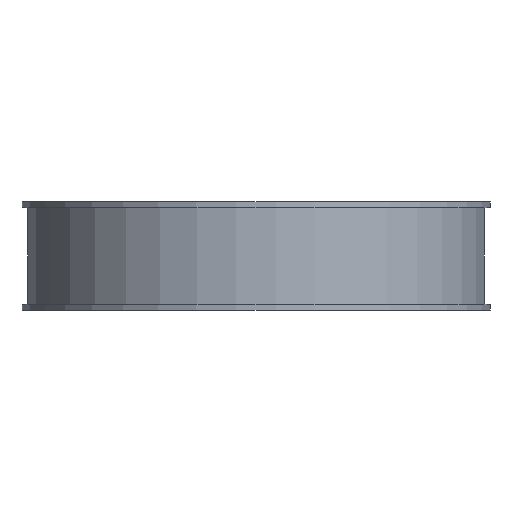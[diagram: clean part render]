
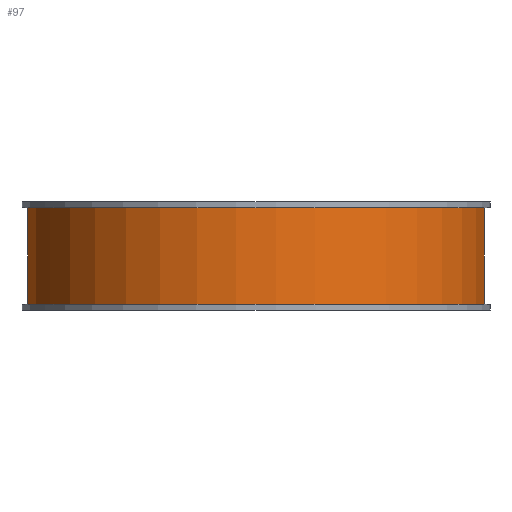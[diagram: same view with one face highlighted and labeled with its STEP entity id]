
A CAD part, front view. The second image highlights one B-rep face of the part: STEP entity #97.
In plain terms, the highlighted cylindrical face has radius 59.15 mm (diameter 118.3 mm), a partial arc.
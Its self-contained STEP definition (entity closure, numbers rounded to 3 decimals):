
#97 = ADVANCED_FACE( '', ( #146 ), #147, .T. );
#146 = FACE_OUTER_BOUND( '', #198, .T. );
#147 = CYLINDRICAL_SURFACE( '', #199, 59.15 );
#198 = EDGE_LOOP( '', ( #392, #393, #394, #395 ) );
#199 = AXIS2_PLACEMENT_3D( '', #396, #397, #398 );
#392 = ORIENTED_EDGE( '', *, *, #493, .F. );
#393 = ORIENTED_EDGE( '', *, *, #455, .T. );
#394 = ORIENTED_EDGE( '', *, *, #495, .T. );
#395 = ORIENTED_EDGE( '', *, *, #496, .F. );
#396 = CARTESIAN_POINT( '', ( 0., 0., -14. ) );
#397 = DIRECTION( '', ( 0., 0., -1. ) );
#398 = DIRECTION( '', ( -0.085, -0.996, 0. ) );
#455 = EDGE_CURVE( '', #537, #550, #552, .T. );
#493 = EDGE_CURVE( '', #537, #610, #611, .T. );
#495 = EDGE_CURVE( '', #550, #613, #614, .T. );
#496 = EDGE_CURVE( '', #610, #613, #615, .T. );
#537 = VERTEX_POINT( '', #674 );
#550 = VERTEX_POINT( '', #690 );
#552 = CIRCLE( '', #692, 59.15 );
#610 = VERTEX_POINT( '', #774 );
#611 = LINE( '', #775, #776 );
#613 = VERTEX_POINT( '', #778 );
#614 = LINE( '', #779, #780 );
#615 = CIRCLE( '', #781, 59.15 );
#674 = CARTESIAN_POINT( '', ( -6.662, 58.774, -12.5 ) );
#690 = CARTESIAN_POINT( '', ( 6.662, 58.774, -12.5 ) );
#692 = AXIS2_PLACEMENT_3D( '', #829, #830, #831 );
#774 = CARTESIAN_POINT( '', ( -6.662, 58.774, 12.5 ) );
#775 = CARTESIAN_POINT( '', ( -6.662, 58.774, -14. ) );
#776 = VECTOR( '', #895, 1000. );
#778 = CARTESIAN_POINT( '', ( 6.662, 58.774, 12.5 ) );
#779 = CARTESIAN_POINT( '', ( 6.662, 58.774, -14. ) );
#780 = VECTOR( '', #899, 1000. );
#781 = AXIS2_PLACEMENT_3D( '', #900, #901, #902 );
#829 = CARTESIAN_POINT( '', ( 0., 0., -12.5 ) );
#830 = DIRECTION( '', ( 0., 0., 1. ) );
#831 = DIRECTION( '', ( 1., 0., 0. ) );
#895 = DIRECTION( '', ( 0., 0., 1. ) );
#899 = DIRECTION( '', ( 0., 0., 1. ) );
#900 = CARTESIAN_POINT( '', ( 0., 0., 12.5 ) );
#901 = DIRECTION( '', ( 0., 0., 1. ) );
#902 = DIRECTION( '', ( 1., 0., 0. ) );
